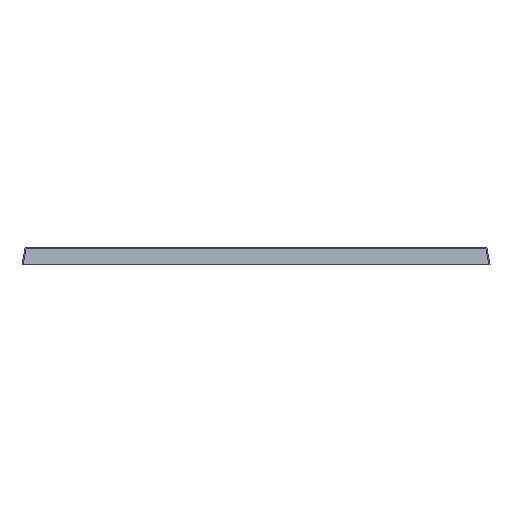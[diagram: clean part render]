
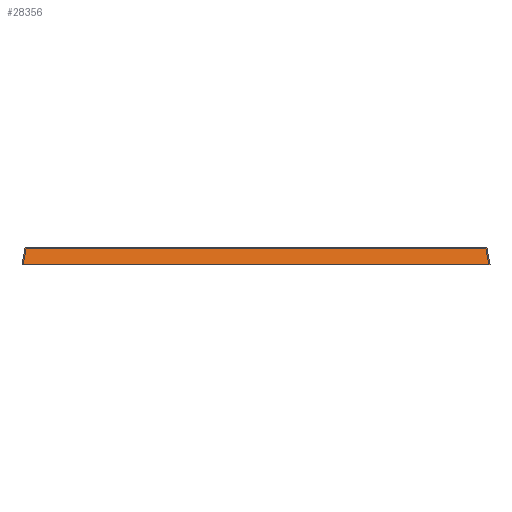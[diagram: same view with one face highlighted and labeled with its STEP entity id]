
A CAD part, front view. The second image highlights one B-rep face of the part: STEP entity #28356.
In plain terms, the highlighted planar face has unit normal (0, -0.985, 0.174).
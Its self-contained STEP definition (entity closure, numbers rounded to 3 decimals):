
#295 = CARTESIAN_POINT ( 'NONE',  ( 44.015, 44.015, 125.539 ) ) ;
#2558 = CARTESIAN_POINT ( 'NONE',  ( 21.879, 21.879, 0. ) ) ;
#2601 = DIRECTION ( 'NONE',  ( 0.171, 0.171, 0.97 ) ) ;
#3569 = LINE ( 'NONE', #16388, #22129 ) ;
#4395 = CARTESIAN_POINT ( 'NONE',  ( 18., 18., -22.001 ) ) ;
#6790 = VERTEX_POINT ( 'NONE', #10065 ) ;
#7438 = DIRECTION ( 'NONE',  ( 0., -0.985, 0.174 ) ) ;
#8445 = VECTOR ( 'NONE', #2601, 1000. ) ;
#8504 = LINE ( 'NONE', #12804, #18957 ) ;
#9547 = EDGE_CURVE ( 'NONE', #28503, #6790, #3569, .T. ) ;
#9593 = PLANE ( 'NONE',  #25359 ) ;
#10040 = ORIENTED_EDGE ( 'NONE', *, *, #17378, .F. ) ;
#10065 = CARTESIAN_POINT ( 'NONE',  ( 602., 18., -22.001 ) ) ;
#11753 = VERTEX_POINT ( 'NONE', #18657 ) ;
#12041 = LINE ( 'NONE', #295, #8445 ) ;
#12804 = CARTESIAN_POINT ( 'NONE',  ( 581.253, 38.747, 95.659 ) ) ;
#15774 = CARTESIAN_POINT ( 'NONE',  ( 21.879, 21.879, 0. ) ) ;
#16153 = VERTEX_POINT ( 'NONE', #17233 ) ;
#16388 = CARTESIAN_POINT ( 'NONE',  ( 0., 18., -22.001 ) ) ;
#16991 = DIRECTION ( 'NONE',  ( -0.171, 0.171, 0.97 ) ) ;
#17233 = CARTESIAN_POINT ( 'NONE',  ( 21.879, 21.879, 0. ) ) ;
#17378 = EDGE_CURVE ( 'NONE', #16153, #11753, #18087, .T. ) ;
#18087 = LINE ( 'NONE', #15774, #19815 ) ;
#18263 = EDGE_CURVE ( 'NONE', #6790, #11753, #8504, .T. ) ;
#18657 = CARTESIAN_POINT ( 'NONE',  ( 598.121, 21.879, 0. ) ) ;
#18957 = VECTOR ( 'NONE', #16991, 1000. ) ;
#19815 = VECTOR ( 'NONE', #20386, 1000. ) ;
#20386 = DIRECTION ( 'NONE',  ( 1., 0., 0. ) ) ;
#20694 = DIRECTION ( 'NONE',  ( 1., 0., 0. ) ) ;
#21355 = EDGE_CURVE ( 'NONE', #28503, #16153, #12041, .T. ) ;
#22129 = VECTOR ( 'NONE', #20694, 1000. ) ;
#22287 = FACE_OUTER_BOUND ( 'NONE', #25082, .T. ) ;
#23427 = ORIENTED_EDGE ( 'NONE', *, *, #9547, .T. ) ;
#25082 = EDGE_LOOP ( 'NONE', ( #10040, #26563, #23427, #26896 ) ) ;
#25359 = AXIS2_PLACEMENT_3D ( 'NONE', #2558, #7438, #27020 ) ;
#26563 = ORIENTED_EDGE ( 'NONE', *, *, #21355, .F. ) ;
#26896 = ORIENTED_EDGE ( 'NONE', *, *, #18263, .T. ) ;
#27020 = DIRECTION ( 'NONE',  ( 0., -0.174, -0.985 ) ) ;
#28356 = ADVANCED_FACE ( 'NONE', ( #22287 ), #9593, .T. ) ;
#28503 = VERTEX_POINT ( 'NONE', #4395 ) ;
